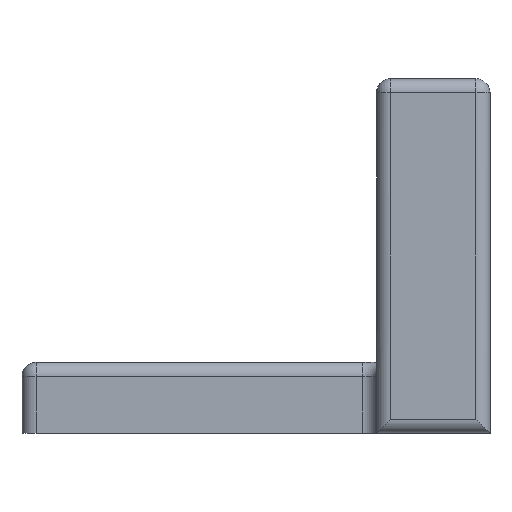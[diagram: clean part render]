
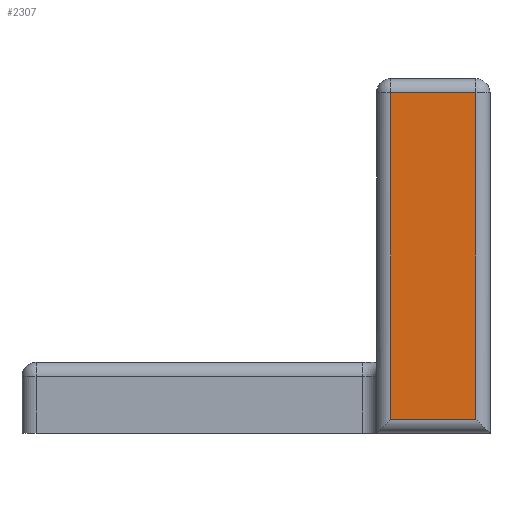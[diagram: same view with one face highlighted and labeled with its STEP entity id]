
A CAD part, front view. The second image highlights one B-rep face of the part: STEP entity #2307.
In plain terms, the highlighted planar face has unit normal (0, -1, 0).
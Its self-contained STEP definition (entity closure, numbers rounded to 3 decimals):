
#6 = VECTOR ( 'NONE', #1063, 1000. ) ;
#161 = CARTESIAN_POINT ( 'NONE',  ( 25., -13.4, 24. ) ) ;
#194 = EDGE_CURVE ( 'NONE', #2869, #2720, #1096, .T. ) ;
#236 = CARTESIAN_POINT ( 'NONE',  ( 26., -13.4, 24. ) ) ;
#239 = DIRECTION ( 'NONE',  ( 0., 0., 1. ) ) ;
#277 = EDGE_CURVE ( 'NONE', #2720, #398, #1621, .T. ) ;
#287 = EDGE_LOOP ( 'NONE', ( #2106, #2760, #2229, #2849 ) ) ;
#338 = LINE ( 'NONE', #2194, #1872 ) ;
#398 = VERTEX_POINT ( 'NONE', #1682 ) ;
#512 = CARTESIAN_POINT ( 'NONE',  ( 32., -13.4, 1. ) ) ;
#567 = VECTOR ( 'NONE', #239, 1000. ) ;
#692 = CARTESIAN_POINT ( 'NONE',  ( 32., -13.4, 5. ) ) ;
#874 = DIRECTION ( 'NONE',  ( 0., 1., 0. ) ) ;
#1063 = DIRECTION ( 'NONE',  ( -1., 0., 0. ) ) ;
#1071 = DIRECTION ( 'NONE',  ( 0., 0., 1. ) ) ;
#1076 = FACE_OUTER_BOUND ( 'NONE', #287, .T. ) ;
#1096 = LINE ( 'NONE', #2025, #1381 ) ;
#1111 = EDGE_CURVE ( 'NONE', #1649, #2869, #338, .T. ) ;
#1381 = VECTOR ( 'NONE', #2928, 1000. ) ;
#1610 = EDGE_CURVE ( 'NONE', #398, #1649, #2208, .T. ) ;
#1621 = LINE ( 'NONE', #692, #567 ) ;
#1649 = VERTEX_POINT ( 'NONE', #236 ) ;
#1682 = CARTESIAN_POINT ( 'NONE',  ( 32., -13.4, 24. ) ) ;
#1872 = VECTOR ( 'NONE', #1907, 1000. ) ;
#1907 = DIRECTION ( 'NONE',  ( 0., 0., -1. ) ) ;
#2025 = CARTESIAN_POINT ( 'NONE',  ( 25., -13.4, 1. ) ) ;
#2106 = ORIENTED_EDGE ( 'NONE', *, *, #1610, .T. ) ;
#2194 = CARTESIAN_POINT ( 'NONE',  ( 26., -13.4, 5. ) ) ;
#2208 = LINE ( 'NONE', #161, #6 ) ;
#2229 = ORIENTED_EDGE ( 'NONE', *, *, #194, .T. ) ;
#2240 = AXIS2_PLACEMENT_3D ( 'NONE', #2446, #874, #1071 ) ;
#2307 = ADVANCED_FACE ( 'NONE', ( #1076 ), #2904, .F. ) ;
#2364 = CARTESIAN_POINT ( 'NONE',  ( 26., -13.4, 1. ) ) ;
#2446 = CARTESIAN_POINT ( 'NONE',  ( 25., -13.4, 5. ) ) ;
#2720 = VERTEX_POINT ( 'NONE', #512 ) ;
#2760 = ORIENTED_EDGE ( 'NONE', *, *, #1111, .T. ) ;
#2849 = ORIENTED_EDGE ( 'NONE', *, *, #277, .T. ) ;
#2869 = VERTEX_POINT ( 'NONE', #2364 ) ;
#2904 = PLANE ( 'NONE',  #2240 ) ;
#2928 = DIRECTION ( 'NONE',  ( 1., 0., 0. ) ) ;
